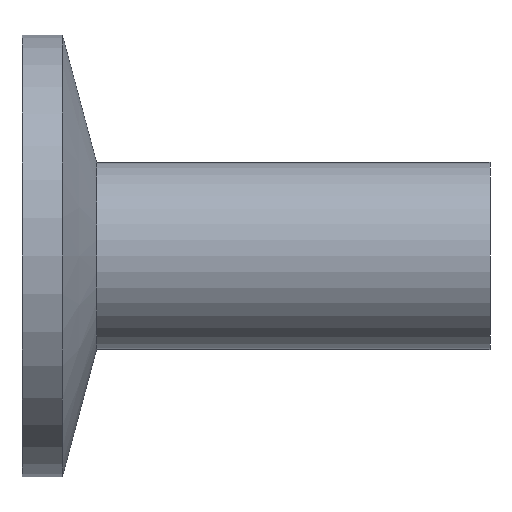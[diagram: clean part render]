
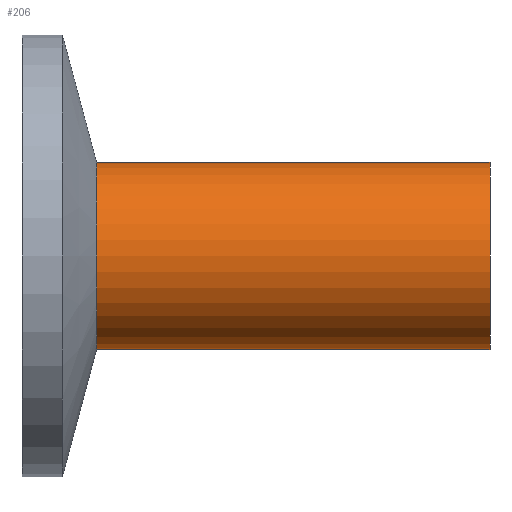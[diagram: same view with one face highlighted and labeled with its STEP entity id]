
A CAD part, left-side view. The second image highlights one B-rep face of the part: STEP entity #206.
In plain terms, the highlighted cylindrical face has radius 6.35 mm (diameter 12.7 mm), a partial arc.
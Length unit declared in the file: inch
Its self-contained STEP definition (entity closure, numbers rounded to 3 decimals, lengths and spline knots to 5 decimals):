
#45 = DIRECTION ( 'NONE',  ( 0., 0., 1. ) ) ;
#52 = DIRECTION ( 'NONE',  ( 0., 1., 0. ) ) ;
#53 = ORIENTED_EDGE ( 'NONE', *, *, #236, .T. ) ;
#69 = CARTESIAN_POINT ( 'NONE',  ( 0., 0., 0.25 ) ) ;
#72 = CARTESIAN_POINT ( 'NONE',  ( 0., -0.1991, 0. ) ) ;
#73 = EDGE_CURVE ( 'NONE', #146, #141, #351, .T. ) ;
#90 = DIRECTION ( 'NONE',  ( 0., 1., 0. ) ) ;
#102 = AXIS2_PLACEMENT_3D ( 'NONE', #72, #362, #45 ) ;
#112 = CARTESIAN_POINT ( 'NONE',  ( 0., -1.25, -0.25 ) ) ;
#123 = ORIENTED_EDGE ( 'NONE', *, *, #392, .F. ) ;
#125 = EDGE_LOOP ( 'NONE', ( #123, #53, #185, #182 ) ) ;
#141 = VERTEX_POINT ( 'NONE', #319 ) ;
#144 = AXIS2_PLACEMENT_3D ( 'NONE', #273, #398, #388 ) ;
#146 = VERTEX_POINT ( 'NONE', #160 ) ;
#147 = LINE ( 'NONE', #211, #375 ) ;
#160 = CARTESIAN_POINT ( 'NONE',  ( 0., -1.25, 0.25 ) ) ;
#178 = AXIS2_PLACEMENT_3D ( 'NONE', #394, #52, #303 ) ;
#182 = ORIENTED_EDGE ( 'NONE', *, *, #257, .F. ) ;
#185 = ORIENTED_EDGE ( 'NONE', *, *, #73, .T. ) ;
#193 = DIRECTION ( 'NONE',  ( 0., 1., 0. ) ) ;
#206 = ADVANCED_FACE ( 'NONE', ( #331 ), #212, .T. ) ;
#211 = CARTESIAN_POINT ( 'NONE',  ( 0., 0., -0.25 ) ) ;
#212 = CYLINDRICAL_SURFACE ( 'NONE', #144, 0.25 ) ;
#221 = VERTEX_POINT ( 'NONE', #276 ) ;
#236 = EDGE_CURVE ( 'NONE', #261, #146, #252, .T. ) ;
#249 = CIRCLE ( 'NONE', #102, 0.25 ) ;
#252 = CIRCLE ( 'NONE', #178, 0.25 ) ;
#257 = EDGE_CURVE ( 'NONE', #221, #141, #249, .T. ) ;
#261 = VERTEX_POINT ( 'NONE', #112 ) ;
#273 = CARTESIAN_POINT ( 'NONE',  ( 0., 0., 0. ) ) ;
#276 = CARTESIAN_POINT ( 'NONE',  ( 0., -0.1991, -0.25 ) ) ;
#303 = DIRECTION ( 'NONE',  ( 0., 0., 1. ) ) ;
#319 = CARTESIAN_POINT ( 'NONE',  ( 0., -0.1991, 0.25 ) ) ;
#331 = FACE_OUTER_BOUND ( 'NONE', #125, .T. ) ;
#348 = VECTOR ( 'NONE', #193, 39.37008 ) ;
#351 = LINE ( 'NONE', #69, #348 ) ;
#362 = DIRECTION ( 'NONE',  ( 0., 1., 0. ) ) ;
#375 = VECTOR ( 'NONE', #90, 39.37008 ) ;
#388 = DIRECTION ( 'NONE',  ( 0., 0., 1. ) ) ;
#392 = EDGE_CURVE ( 'NONE', #261, #221, #147, .T. ) ;
#394 = CARTESIAN_POINT ( 'NONE',  ( 0., -1.25, 0. ) ) ;
#398 = DIRECTION ( 'NONE',  ( 0., 1., 0. ) ) ;
